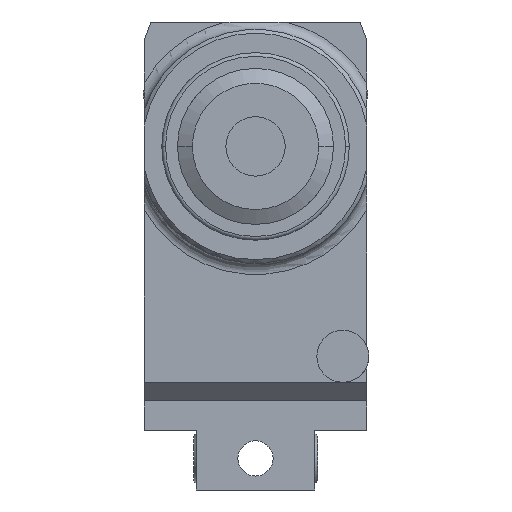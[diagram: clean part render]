
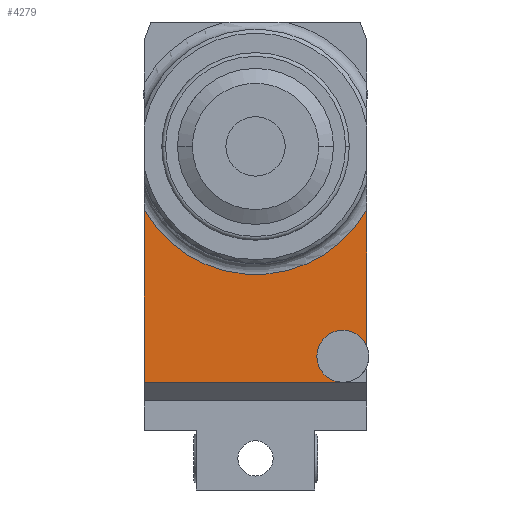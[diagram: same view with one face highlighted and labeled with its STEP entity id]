
A CAD part, left-side view. The second image highlights one B-rep face of the part: STEP entity #4279.
In plain terms, the highlighted planar face has unit normal (-1, 0, 0).
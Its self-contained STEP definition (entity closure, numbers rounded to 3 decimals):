
#52=DIRECTION('',(0.,0.,-1.));
#53=VECTOR('',#52,36.865);
#54=CARTESIAN_POINT('',(-85.5,-30.,18.963));
#55=LINE('',#54,#53);
#78=CARTESIAN_POINT('',(-85.5,-30.,18.963));
#276=CARTESIAN_POINT('',(-85.5,-23.5,-20.5));
#277=DIRECTION('',(1.,0.,0.));
#278=DIRECTION('',(0.,0.,-1.));
#279=AXIS2_PLACEMENT_3D('',#276,#277,#278);
#281=DIRECTION('',(0.,1.,0.));
#282=VECTOR('',#281,53.5);
#283=CARTESIAN_POINT('',(-85.5,-23.5,-27.5));
#284=LINE('',#283,#282);
#285=CARTESIAN_POINT('',(-85.5,-23.5,-20.5));
#286=DIRECTION('',(1.,0.,0.));
#287=DIRECTION('',(0.,0.,1.));
#288=AXIS2_PLACEMENT_3D('',#285,#286,#287);
#492=CARTESIAN_POINT('',(-85.5,30.,18.963));
#516=DIRECTION('',(0.,0.,1.));
#517=VECTOR('',#516,46.463);
#518=CARTESIAN_POINT('',(-85.5,30.,-27.5));
#519=LINE('',#518,#517);
#851=CARTESIAN_POINT('',(-85.5,0.,36.));
#852=DIRECTION('',(1.,0.,0.));
#853=DIRECTION('',(0.,-0.87,-0.494));
#854=AXIS2_PLACEMENT_3D('',#851,#852,#853);
#3706=VERTEX_POINT('',#78);
#3707=VERTEX_POINT('',#492);
#3734=CARTESIAN_POINT('',(-85.5,30.,-27.5));
#3736=VERTEX_POINT('',#3734);
#3910=CARTESIAN_POINT('',(-85.5,-30.,-17.902));
#3912=VERTEX_POINT('',#3910);
#3913=CARTESIAN_POINT('',(-85.5,-23.5,-27.5));
#3914=CARTESIAN_POINT('',(-85.5,-23.5,-13.5));
#3915=VERTEX_POINT('',#3913);
#3916=VERTEX_POINT('',#3914);
#4261=CARTESIAN_POINT('',(-85.5,0.,36.));
#4262=DIRECTION('',(1.,0.,0.));
#4263=DIRECTION('',(0.,0.,-1.));
#4264=AXIS2_PLACEMENT_3D('',#4261,#4262,#4263);
#4265=PLANE('',#4264);
#4267=ORIENTED_EDGE('',*,*,#4266,.F.);
#4269=ORIENTED_EDGE('',*,*,#4268,.T.);
#4271=ORIENTED_EDGE('',*,*,#4270,.T.);
#4273=ORIENTED_EDGE('',*,*,#4272,.F.);
#4274=ORIENTED_EDGE('',*,*,#4154,.T.);
#4276=ORIENTED_EDGE('',*,*,#4275,.F.);
#4277=EDGE_LOOP('',(#4267,#4269,#4271,#4273,#4274,#4276));
#4278=FACE_OUTER_BOUND('',#4277,.F.);
#4279=ADVANCED_FACE('',(#4278),#4265,.F.);
#280=CIRCLE('',#279,7.);
#289=CIRCLE('',#288,7.);
#855=CIRCLE('',#854,34.5);
#4154=EDGE_CURVE('',#3706,#3912,#55,.T.);
#4266=EDGE_CURVE('',#3915,#3916,#280,.T.);
#4268=EDGE_CURVE('',#3915,#3736,#284,.T.);
#4270=EDGE_CURVE('',#3736,#3707,#519,.T.);
#4272=EDGE_CURVE('',#3706,#3707,#855,.T.);
#4275=EDGE_CURVE('',#3916,#3912,#289,.T.);
